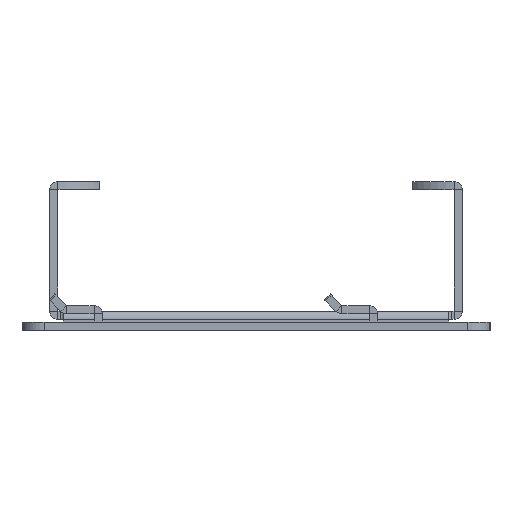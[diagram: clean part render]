
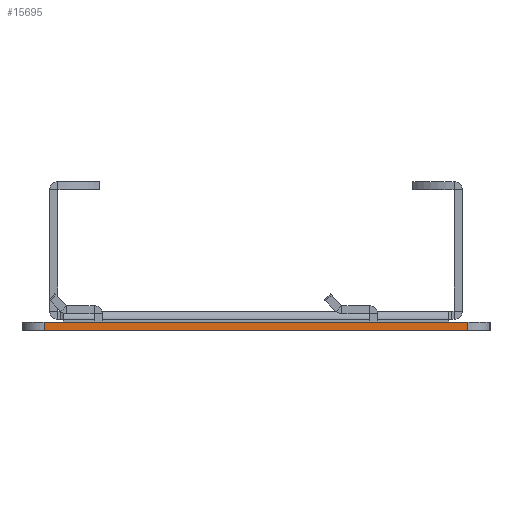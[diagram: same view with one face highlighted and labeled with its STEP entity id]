
A CAD part, left-side view. The second image highlights one B-rep face of the part: STEP entity #15695.
In plain terms, the highlighted planar face has unit normal (-1, 0, 0).
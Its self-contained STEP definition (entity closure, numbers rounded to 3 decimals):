
#494 = LINE ( 'NONE', #733, #497 ) ;
#497 = VECTOR ( 'NONE', #734, 1000. ) ;
#545 = VECTOR ( 'NONE', #819, 1000. ) ;
#560 = LINE ( 'NONE', #802, #545 ) ;
#733 = CARTESIAN_POINT ( 'NONE',  ( -275.01, -66.266, -0.5 ) ) ;
#734 = DIRECTION ( 'NONE',  ( 0., 1., 0. ) ) ;
#802 = CARTESIAN_POINT ( 'NONE',  ( -275.01, -66.266, -2. ) ) ;
#819 = DIRECTION ( 'NONE',  ( 0., -1., 0. ) ) ;
#1533 = ORIENTED_EDGE ( 'NONE', *, *, #23429, .T. ) ;
#1534 = ORIENTED_EDGE ( 'NONE', *, *, #16938, .T. ) ;
#6468 = AXIS2_PLACEMENT_3D ( 'NONE', #16828, #16838, #16839 ) ;
#15413 = CARTESIAN_POINT ( 'NONE',  ( -275.01, 38.5, -1.25 ) ) ;
#15414 = DIRECTION ( 'NONE',  ( 0., 0., -1. ) ) ;
#15417 = CARTESIAN_POINT ( 'NONE',  ( -275.01, -38.5, -0.5 ) ) ;
#15425 = DIRECTION ( 'NONE',  ( 0., 0., 1. ) ) ;
#15695 = ADVANCED_FACE ( 'NONE', ( #16274 ), #16833, .T. ) ;
#16274 = FACE_OUTER_BOUND ( 'NONE', #22495, .T. ) ;
#16828 = CARTESIAN_POINT ( 'NONE',  ( -275.01, -66.266, -1.25 ) ) ;
#16833 = PLANE ( 'NONE',  #6468 ) ;
#16838 = DIRECTION ( 'NONE',  ( -1., 0., 0. ) ) ;
#16839 = DIRECTION ( 'NONE',  ( 0., 0., 1. ) ) ;
#16938 = EDGE_CURVE ( 'NONE', #21794, #21761, #17462, .T. ) ;
#16943 = EDGE_CURVE ( 'NONE', #21760, #21795, #17471, .T. ) ;
#17462 = LINE ( 'NONE', #15413, #17463 ) ;
#17463 = VECTOR ( 'NONE', #15414, 1000. ) ;
#17465 = VECTOR ( 'NONE', #15425, 1000. ) ;
#17471 = LINE ( 'NONE', #15417, #17465 ) ;
#21760 = VERTEX_POINT ( 'NONE', #25582 ) ;
#21761 = VERTEX_POINT ( 'NONE', #25583 ) ;
#21794 = VERTEX_POINT ( 'NONE', #25616 ) ;
#21795 = VERTEX_POINT ( 'NONE', #25617 ) ;
#22495 = EDGE_LOOP ( 'NONE', ( #1533, #1534, #25274, #25267 ) ) ;
#23429 = EDGE_CURVE ( 'NONE', #21795, #21794, #494, .T. ) ;
#23465 = EDGE_CURVE ( 'NONE', #21761, #21760, #560, .T. ) ;
#25267 = ORIENTED_EDGE ( 'NONE', *, *, #16943, .T. ) ;
#25274 = ORIENTED_EDGE ( 'NONE', *, *, #23465, .T. ) ;
#25582 = CARTESIAN_POINT ( 'NONE',  ( -275.01, -38.5, -2. ) ) ;
#25583 = CARTESIAN_POINT ( 'NONE',  ( -275.01, 38.5, -2. ) ) ;
#25616 = CARTESIAN_POINT ( 'NONE',  ( -275.01, 38.5, -0.5 ) ) ;
#25617 = CARTESIAN_POINT ( 'NONE',  ( -275.01, -38.5, -0.5 ) ) ;
